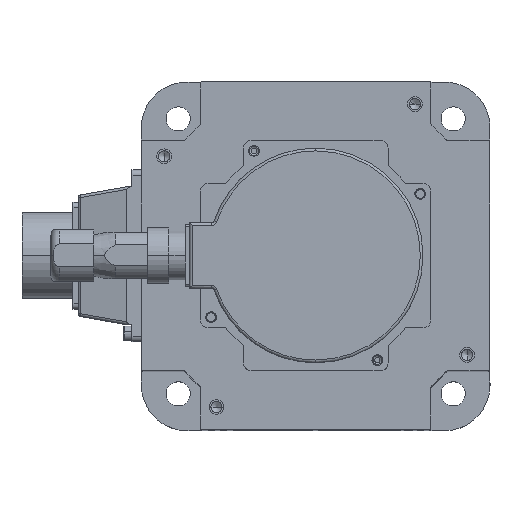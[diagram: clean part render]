
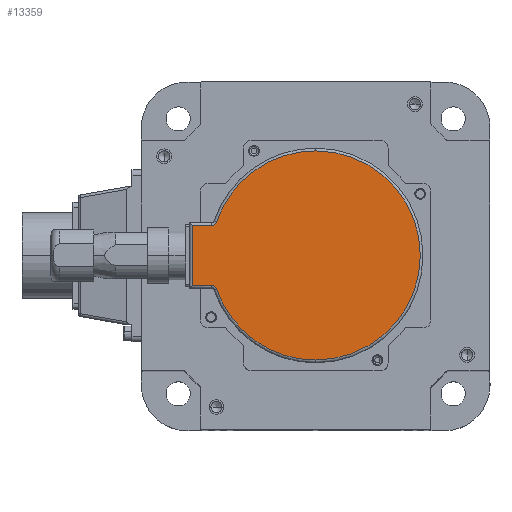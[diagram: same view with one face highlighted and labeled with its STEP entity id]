
A CAD part, top view. The second image highlights one B-rep face of the part: STEP entity #13359.
In plain terms, the highlighted face is planar.
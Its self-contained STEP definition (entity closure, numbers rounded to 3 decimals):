
#594 = DIRECTION ( 'NONE',  ( 0., 0., 1. ) ) ;
#5227 = CIRCLE ( 'NONE', #69667, 2. ) ;
#5239 = CARTESIAN_POINT ( 'NONE',  ( -20., 36.907, -12.604 ) ) ;
#5611 = CIRCLE ( 'NONE', #18091, 39. ) ;
#5709 = AXIS2_PLACEMENT_3D ( 'NONE', #46665, #46775, #48715 ) ;
#6016 = DIRECTION ( 'NONE',  ( 0., 0., 1. ) ) ;
#6835 = DIRECTION ( 'NONE',  ( 0., 0., 1. ) ) ;
#6876 = VECTOR ( 'NONE', #65012, 1000. ) ;
#8157 = VECTOR ( 'NONE', #48447, 1000. ) ;
#8887 = CARTESIAN_POINT ( 'NONE',  ( -20., 46., -12.25 ) ) ;
#9585 = ORIENTED_EDGE ( 'NONE', *, *, #45916, .T. ) ;
#9806 = CARTESIAN_POINT ( 'NONE',  ( -20., 0., 0. ) ) ;
#10145 = CARTESIAN_POINT ( 'NONE',  ( -20., 38.8, -13.25 ) ) ;
#10295 = VERTEX_POINT ( 'NONE', #30666 ) ;
#11969 = AXIS2_PLACEMENT_3D ( 'NONE', #9806, #49364, #18811 ) ;
#13359 = ADVANCED_FACE ( 'NONE', ( #62236 ), #28248, .T. ) ;
#14144 = VERTEX_POINT ( 'NONE', #5239 ) ;
#15031 = CARTESIAN_POINT ( 'NONE',  ( -20., 38.8, 13.25 ) ) ;
#15793 = ORIENTED_EDGE ( 'NONE', *, *, #36390, .T. ) ;
#16010 = EDGE_CURVE ( 'NONE', #10295, #14144, #5227, .T. ) ;
#18091 = AXIS2_PLACEMENT_3D ( 'NONE', #61660, #31092, #594 ) ;
#18198 = CIRCLE ( 'NONE', #5709, 39. ) ;
#18527 = EDGE_LOOP ( 'NONE', ( #61253, #15793, #32203, #29566, #63321, #9585, #37590, #28218 ) ) ;
#18811 = DIRECTION ( 'NONE',  ( 0., 0., 1. ) ) ;
#19149 = DIRECTION ( 'NONE',  ( 0., 0., 1. ) ) ;
#19274 = VERTEX_POINT ( 'NONE', #45184 ) ;
#20048 = CIRCLE ( 'NONE', #32683, 2. ) ;
#21600 = DIRECTION ( 'NONE',  ( 0., 1., 0. ) ) ;
#22710 = VERTEX_POINT ( 'NONE', #64914 ) ;
#25399 = CARTESIAN_POINT ( 'NONE',  ( -20., 38.8, -11.25 ) ) ;
#27277 = EDGE_CURVE ( 'NONE', #34653, #10295, #55949, .T. ) ;
#28218 = ORIENTED_EDGE ( 'NONE', *, *, #53062, .T. ) ;
#28248 = PLANE ( 'NONE',  #46532 ) ;
#29566 = ORIENTED_EDGE ( 'NONE', *, *, #16010, .T. ) ;
#30653 = LINE ( 'NONE', #61233, #63202 ) ;
#30666 = CARTESIAN_POINT ( 'NONE',  ( -20., 38.8, -11.25 ) ) ;
#31092 = DIRECTION ( 'NONE',  ( -1., 0., 0. ) ) ;
#32203 = ORIENTED_EDGE ( 'NONE', *, *, #27277, .T. ) ;
#32683 = AXIS2_PLACEMENT_3D ( 'NONE', #15031, #45549, #6016 ) ;
#32893 = VERTEX_POINT ( 'NONE', #35099 ) ;
#34653 = VERTEX_POINT ( 'NONE', #56323 ) ;
#35099 = CARTESIAN_POINT ( 'NONE',  ( -20., 38.8, 11.25 ) ) ;
#36390 = EDGE_CURVE ( 'NONE', #55902, #34653, #39396, .T. ) ;
#37401 = DIRECTION ( 'NONE',  ( -1., 0., 0. ) ) ;
#37590 = ORIENTED_EDGE ( 'NONE', *, *, #42184, .T. ) ;
#39396 = LINE ( 'NONE', #8887, #8157 ) ;
#41726 = EDGE_CURVE ( 'NONE', #32893, #55902, #30653, .T. ) ;
#42184 = EDGE_CURVE ( 'NONE', #19274, #22710, #65122, .T. ) ;
#45184 = CARTESIAN_POINT ( 'NONE',  ( -20., 0., 39. ) ) ;
#45549 = DIRECTION ( 'NONE',  ( 1., 0., 0. ) ) ;
#45916 = EDGE_CURVE ( 'NONE', #66591, #19274, #18198, .T. ) ;
#46532 = AXIS2_PLACEMENT_3D ( 'NONE', #67830, #37401, #6835 ) ;
#46665 = CARTESIAN_POINT ( 'NONE',  ( -20., 0., 0. ) ) ;
#46775 = DIRECTION ( 'NONE',  ( -1., 0., 0. ) ) ;
#48090 = EDGE_CURVE ( 'NONE', #14144, #66591, #5611, .T. ) ;
#48447 = DIRECTION ( 'NONE',  ( 0., 0., -1. ) ) ;
#48715 = DIRECTION ( 'NONE',  ( 0., 0., 1. ) ) ;
#49364 = DIRECTION ( 'NONE',  ( -1., 0., 0. ) ) ;
#49697 = DIRECTION ( 'NONE',  ( 1., 0., 0. ) ) ;
#53002 = CARTESIAN_POINT ( 'NONE',  ( -20., 0., -39. ) ) ;
#53062 = EDGE_CURVE ( 'NONE', #22710, #32893, #20048, .T. ) ;
#53795 = CARTESIAN_POINT ( 'NONE',  ( -20., 46., 11.25 ) ) ;
#55902 = VERTEX_POINT ( 'NONE', #53795 ) ;
#55949 = LINE ( 'NONE', #25399, #6876 ) ;
#56323 = CARTESIAN_POINT ( 'NONE',  ( -20., 46., -11.25 ) ) ;
#61233 = CARTESIAN_POINT ( 'NONE',  ( -20., 47., 11.25 ) ) ;
#61253 = ORIENTED_EDGE ( 'NONE', *, *, #41726, .T. ) ;
#61660 = CARTESIAN_POINT ( 'NONE',  ( -20., 0., 0. ) ) ;
#62236 = FACE_OUTER_BOUND ( 'NONE', #18527, .T. ) ;
#63202 = VECTOR ( 'NONE', #21600, 1000. ) ;
#63321 = ORIENTED_EDGE ( 'NONE', *, *, #48090, .T. ) ;
#64914 = CARTESIAN_POINT ( 'NONE',  ( -20., 36.907, 12.604 ) ) ;
#65012 = DIRECTION ( 'NONE',  ( 0., -1., 0. ) ) ;
#65122 = CIRCLE ( 'NONE', #11969, 39. ) ;
#66591 = VERTEX_POINT ( 'NONE', #53002 ) ;
#67830 = CARTESIAN_POINT ( 'NONE',  ( -20., 0., 0. ) ) ;
#69667 = AXIS2_PLACEMENT_3D ( 'NONE', #10145, #49697, #19149 ) ;
